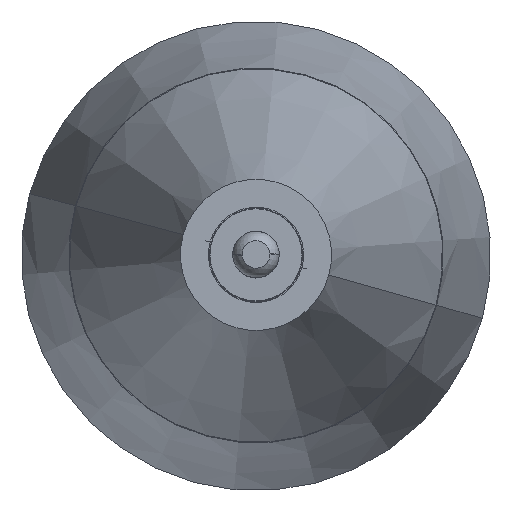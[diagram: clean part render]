
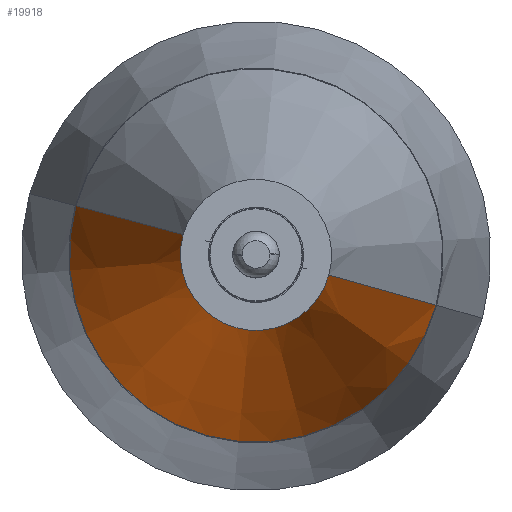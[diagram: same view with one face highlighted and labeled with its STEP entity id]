
A CAD part, top view. The second image highlights one B-rep face of the part: STEP entity #19918.
In plain terms, the highlighted conical face has half-angle 16.699 degrees and reference radius 1.625 mm.
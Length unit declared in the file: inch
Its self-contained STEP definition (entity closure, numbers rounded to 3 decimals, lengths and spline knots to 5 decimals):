
#156 = CARTESIAN_POINT ( 'NONE',  ( 0., 0., 0.19883 ) ) ;
#2341 = DIRECTION ( 'NONE',  ( -1., 0., 0. ) ) ;
#3978 = LINE ( 'NONE', #12110, #16829 ) ;
#5188 = VERTEX_POINT ( 'NONE', #11527 ) ;
#5221 = CARTESIAN_POINT ( 'NONE',  ( 0.06398, 0., 0.19883 ) ) ;
#6057 = DIRECTION ( 'NONE',  ( 0.287, 0., -0.958 ) ) ;
#6327 = VERTEX_POINT ( 'NONE', #5221 ) ;
#6952 = DIRECTION ( 'NONE',  ( 0., 0., -1. ) ) ;
#7039 = ORIENTED_EDGE ( 'NONE', *, *, #25502, .T. ) ;
#7040 = AXIS2_PLACEMENT_3D ( 'NONE', #11098, #6952, #15250 ) ;
#7986 = CARTESIAN_POINT ( 'NONE',  ( 0., 0., 0.19883 ) ) ;
#8060 = ORIENTED_EDGE ( 'NONE', *, *, #23129, .F. ) ;
#9289 = CARTESIAN_POINT ( 'NONE',  ( -0.15811, 0., -0.11494 ) ) ;
#9361 = ORIENTED_EDGE ( 'NONE', *, *, #19374, .T. ) ;
#11098 = CARTESIAN_POINT ( 'NONE',  ( 0., 0., -0.11494 ) ) ;
#11527 = CARTESIAN_POINT ( 'NONE',  ( -0.06398, 0., 0.19883 ) ) ;
#11528 = AXIS2_PLACEMENT_3D ( 'NONE', #156, #25331, #2341 ) ;
#11710 = DIRECTION ( 'NONE',  ( 0., 0., -1. ) ) ;
#11822 = VERTEX_POINT ( 'NONE', #20943 ) ;
#12110 = CARTESIAN_POINT ( 'NONE',  ( -0.06398, 0., 0.19883 ) ) ;
#12668 = DIRECTION ( 'NONE',  ( -0.287, 0., -0.958 ) ) ;
#14048 = ORIENTED_EDGE ( 'NONE', *, *, #23550, .F. ) ;
#14464 = CONICAL_SURFACE ( 'NONE', #19294, 0.06398, 0.291 ) ;
#15250 = DIRECTION ( 'NONE',  ( -1., 0., 0. ) ) ;
#16829 = VECTOR ( 'NONE', #12668, 39.37008 ) ;
#18913 = CIRCLE ( 'NONE', #7040, 0.15811 ) ;
#19294 = AXIS2_PLACEMENT_3D ( 'NONE', #7986, #11710, #20095 ) ;
#19374 = EDGE_CURVE ( 'NONE', #5188, #21433, #3978, .T. ) ;
#19918 = ADVANCED_FACE ( 'NONE', ( #20629 ), #14464, .T. ) ;
#20050 = EDGE_LOOP ( 'NONE', ( #14048, #7039, #9361, #8060 ) ) ;
#20095 = DIRECTION ( 'NONE',  ( -1., 0., 0. ) ) ;
#20629 = FACE_OUTER_BOUND ( 'NONE', #20050, .T. ) ;
#20786 = LINE ( 'NONE', #22852, #25043 ) ;
#20943 = CARTESIAN_POINT ( 'NONE',  ( 0.15811, 0., -0.11494 ) ) ;
#21433 = VERTEX_POINT ( 'NONE', #9289 ) ;
#22852 = CARTESIAN_POINT ( 'NONE',  ( 0.06398, 0., 0.19883 ) ) ;
#23129 = EDGE_CURVE ( 'NONE', #11822, #21433, #18913, .T. ) ;
#23550 = EDGE_CURVE ( 'NONE', #6327, #11822, #20786, .T. ) ;
#23811 = CIRCLE ( 'NONE', #11528, 0.06398 ) ;
#25043 = VECTOR ( 'NONE', #6057, 39.37008 ) ;
#25331 = DIRECTION ( 'NONE',  ( 0., 0., -1. ) ) ;
#25502 = EDGE_CURVE ( 'NONE', #6327, #5188, #23811, .T. ) ;
